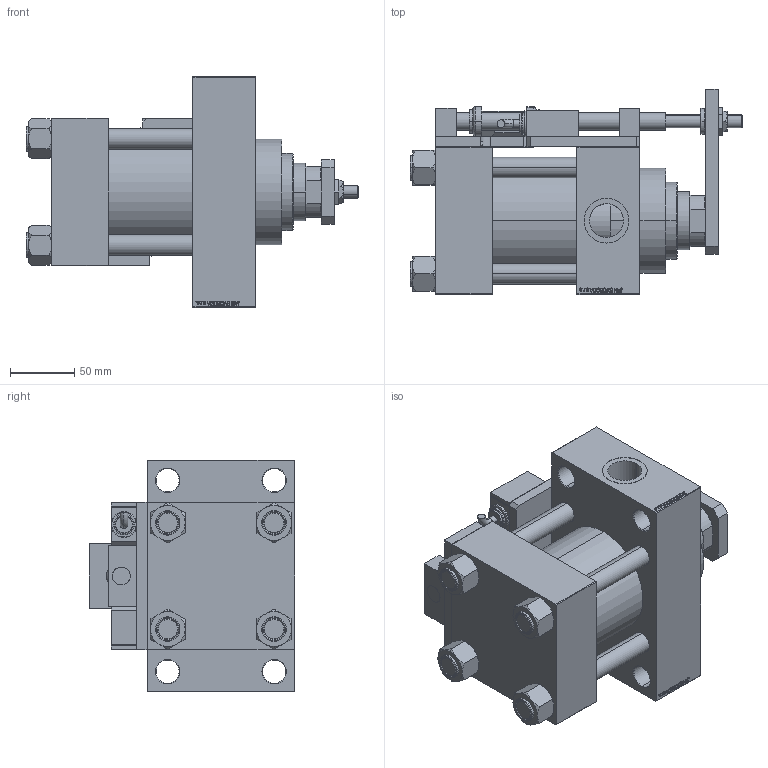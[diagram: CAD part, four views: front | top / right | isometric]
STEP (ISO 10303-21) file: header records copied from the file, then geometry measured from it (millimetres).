
FILE_DESCRIPTION (( 'STEP AP203' ), '1' );
FILE_NAME ('ae91.STEP', '2023-03-27T20:20:11', ( '' ), ( '' ), 'SwSTEP 2.0', 'SolidWorks 2019', '' );
FILE_SCHEMA (( 'CONFIG_CONTROL_DESIGN' ));
Length unit declared in the file: millimetre
Products named in the file (17): V215CD_D_Body 1777934b4c1eca80d8f5c54c627f3243; Zatka_pro_OIL_PORT 1777934b4c1eca80d8f5c54c627f3243; V215CD_SWITCH_Q_PODLOZKA_FRONT 1777934b4c1eca80d8f5c54c627f3243; V215CD_SWITCH_Q_PODLOZKA_BACK 1777934b4c1eca80d8f5c54c627f3243; ae91; V215CD_SWITCH_Q_NUT 1777934b4c1eca80d8f5c54c627f3243; V215CD_SWITCH_Q_ZARAZKA 1777934b4c1eca80d8f5c54c627f3243; V215CD_SWITCH_Q_NUT10 1777934b4c1eca80d8f5c54c627f3243; V215CD_VCP_D 1777934b4c1eca80d8f5c54c627f3243; V215CD_SWITCH_Q_TYC 1777934b4c1eca80d8f5c54c627f3243; V215CD_SWITCH_Q_BLOK 1777934b4c1eca80d8f5c54c627f3243; V215CD_SWITCH_Q_DIMA 1777934b4c1eca80d8f5c54c627f3243; V215CD_D_TYCINKA 1777934b4c1eca80d8f5c54c627f3243; V215CD_NUT_M5_D 1777934b4c1eca80d8f5c54c627f3243; V215CD_SWITCH_Q_MAGNET 1777934b4c1eca80d8f5c54c627f3243; V215CD_VC_A 1777934b4c1eca80d8f5c54c627f3243; V215CD_SWITCH_Q_SWITCH 1777934b4c1eca80d8f5c54c627f3243
Assembly tree (26 placements, depth 2):
  ae91
    V215CD_D_Body 1777934b4c1eca80d8f5c54c627f3243
    V215CD_VC_A 1777934b4c1eca80d8f5c54c627f3243
    V215CD_VCP_D 1777934b4c1eca80d8f5c54c627f3243
    V215CD_D_TYCINKA 1777934b4c1eca80d8f5c54c627f3243  x4
    V215CD_NUT_M5_D 1777934b4c1eca80d8f5c54c627f3243  x4
    V215CD_SWITCH_Q_BLOK 1777934b4c1eca80d8f5c54c627f3243  x2
    V215CD_SWITCH_Q_DIMA 1777934b4c1eca80d8f5c54c627f3243
    V215CD_SWITCH_Q_MAGNET 1777934b4c1eca80d8f5c54c627f3243  x2
    V215CD_SWITCH_Q_NUT 1777934b4c1eca80d8f5c54c627f3243
    V215CD_SWITCH_Q_NUT10 1777934b4c1eca80d8f5c54c627f3243
    V215CD_SWITCH_Q_PODLOZKA_BACK 1777934b4c1eca80d8f5c54c627f3243
    V215CD_SWITCH_Q_PODLOZKA_FRONT 1777934b4c1eca80d8f5c54c627f3243
    V215CD_SWITCH_Q_SWITCH 1777934b4c1eca80d8f5c54c627f3243  x2
    V215CD_SWITCH_Q_TYC 1777934b4c1eca80d8f5c54c627f3243
    V215CD_SWITCH_Q_ZARAZKA 1777934b4c1eca80d8f5c54c627f3243
    Zatka_pro_OIL_PORT 1777934b4c1eca80d8f5c54c627f3243  x2
Bounding box: 258.5 x 160 x 180 mm (x, y, z)
Volume: 2281721.5 mm3; surface area: 399867.8 mm2
Topology: 26 solids, 26 shells, 1480 faces, 3654 edges, 2359 vertices
Faces by surface type: plane 714, bspline 368, cone 195, cylinder 167, torus 36
Entity records: 55477 total; most frequent: CARTESIAN_POINT 26728, ORIENTED_EDGE 6056, DIRECTION 4343, EDGE_CURVE 3028, VERTEX_POINT 1975, VECTOR 1777, LINE 1777, EDGE_LOOP 1375
